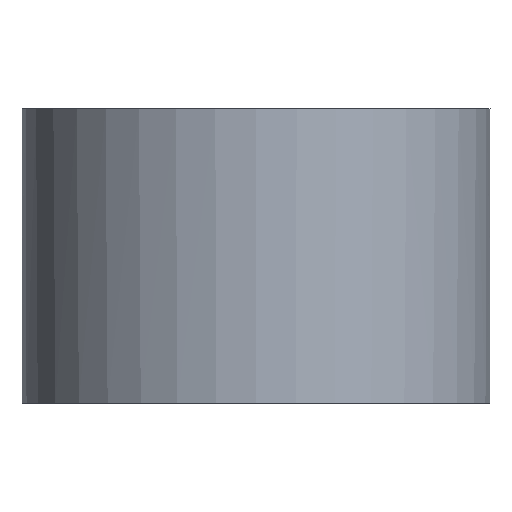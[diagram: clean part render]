
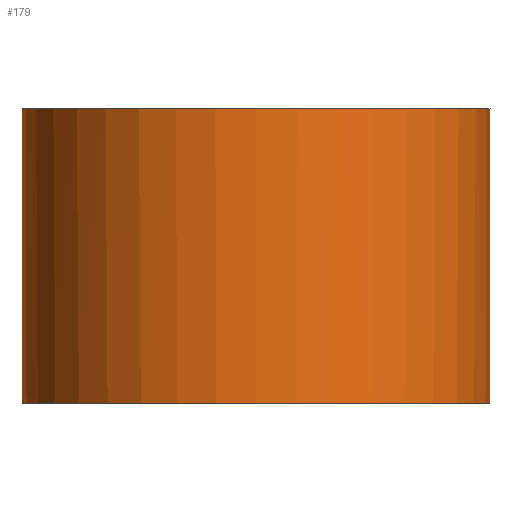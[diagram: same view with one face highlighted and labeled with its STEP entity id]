
A CAD part, left-side view. The second image highlights one B-rep face of the part: STEP entity #179.
In plain terms, the highlighted cylindrical face has radius 39.688 mm (diameter 79.375 mm), a full revolution.
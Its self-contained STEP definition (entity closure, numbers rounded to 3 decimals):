
#15=FACE_BOUND('',#60,.T.);
#16=FACE_BOUND('',#61,.T.);
#21=B_SPLINE_CURVE_WITH_KNOTS('',3,(#311,#312,#313,#314,#315,#316,#317,
#318,#319,#320,#321,#322,#323,#324,#325,#326,#327,#328,#329,#330,#331,#332,
#333,#334,#335,#336,#337,#338,#339,#340,#341,#342,#343,#344),
 .UNSPECIFIED.,.T.,.F.,(4,2,2,2,2,2,2,2,2,2,2,2,2,2,2,2,4),(0.,0.038,
0.075,0.113,0.151,0.188,
0.226,0.264,0.301,0.339,
0.377,0.414,0.452,0.49,
0.527,0.565,0.603),.UNSPECIFIED.);
#22=B_SPLINE_CURVE_WITH_KNOTS('',3,(#346,#347,#348,#349,#350,#351,#352,
#353,#354,#355,#356,#357,#358,#359,#360,#361,#362,#363,#364,#365,#366,#367,
#368,#369,#370,#371,#372,#373,#374,#375,#376,#377,#378,#379),
 .UNSPECIFIED.,.T.,.F.,(4,2,2,2,2,2,2,2,2,2,2,2,2,2,2,2,4),(0.,0.038,
0.075,0.113,0.151,0.188,
0.226,0.264,0.301,0.339,
0.377,0.414,0.452,0.49,
0.527,0.565,0.603),.UNSPECIFIED.);
#25=LINE('',#291,#33);
#26=LINE('',#294,#34);
#27=LINE('',#299,#35);
#28=LINE('',#303,#36);
#29=LINE('',#307,#37);
#33=VECTOR('',#239,10.);
#34=VECTOR('',#242,10.);
#35=VECTOR('',#247,39.688);
#36=VECTOR('',#250,10.);
#37=VECTOR('',#253,10.);
#42=CYLINDRICAL_SURFACE('',#212,39.688);
#49=FACE_OUTER_BOUND('',#59,.T.);
#59=EDGE_LOOP('',(#131,#132,#133,#134,#135,#136,#137,#138,#139,#140,#141,
#142));
#60=EDGE_LOOP('',(#143));
#61=EDGE_LOOP('',(#144));
#73=CIRCLE('',#208,39.688);
#76=CIRCLE('',#213,39.688);
#77=CIRCLE('',#214,39.688);
#78=CIRCLE('',#215,39.688);
#79=CIRCLE('',#216,39.688);
#80=CIRCLE('',#217,39.688);
#85=VERTEX_POINT('',#285);
#86=VERTEX_POINT('',#286);
#87=VERTEX_POINT('',#290);
#88=VERTEX_POINT('',#292);
#89=VERTEX_POINT('',#296);
#90=VERTEX_POINT('',#298);
#91=VERTEX_POINT('',#300);
#92=VERTEX_POINT('',#302);
#93=VERTEX_POINT('',#304);
#94=VERTEX_POINT('',#306);
#95=VERTEX_POINT('',#310);
#96=VERTEX_POINT('',#345);
#101=EDGE_CURVE('',#85,#86,#73,.T.);
#103=EDGE_CURVE('',#87,#85,#25,.T.);
#105=EDGE_CURVE('',#86,#88,#26,.T.);
#106=EDGE_CURVE('',#89,#89,#76,.T.);
#107=EDGE_CURVE('',#89,#90,#27,.T.);
#108=EDGE_CURVE('',#91,#90,#77,.T.);
#109=EDGE_CURVE('',#91,#92,#28,.T.);
#110=EDGE_CURVE('',#92,#93,#78,.T.);
#111=EDGE_CURVE('',#93,#94,#29,.T.);
#112=EDGE_CURVE('',#87,#94,#79,.T.);
#113=EDGE_CURVE('',#90,#88,#80,.T.);
#114=EDGE_CURVE('',#95,#95,#21,.T.);
#115=EDGE_CURVE('',#96,#96,#22,.T.);
#131=ORIENTED_EDGE('',*,*,#106,.F.);
#132=ORIENTED_EDGE('',*,*,#107,.T.);
#133=ORIENTED_EDGE('',*,*,#108,.F.);
#134=ORIENTED_EDGE('',*,*,#109,.T.);
#135=ORIENTED_EDGE('',*,*,#110,.T.);
#136=ORIENTED_EDGE('',*,*,#111,.T.);
#137=ORIENTED_EDGE('',*,*,#112,.F.);
#138=ORIENTED_EDGE('',*,*,#103,.T.);
#139=ORIENTED_EDGE('',*,*,#101,.T.);
#140=ORIENTED_EDGE('',*,*,#105,.T.);
#141=ORIENTED_EDGE('',*,*,#113,.F.);
#142=ORIENTED_EDGE('',*,*,#107,.F.);
#143=ORIENTED_EDGE('',*,*,#114,.T.);
#144=ORIENTED_EDGE('',*,*,#115,.T.);
#179=ADVANCED_FACE('',(#49,#15,#16),#42,.T.);
#208=AXIS2_PLACEMENT_3D('',#287,#233,#234);
#212=AXIS2_PLACEMENT_3D('',#295,#243,#244);
#213=AXIS2_PLACEMENT_3D('',#297,#245,#246);
#214=AXIS2_PLACEMENT_3D('',#301,#248,#249);
#215=AXIS2_PLACEMENT_3D('',#305,#251,#252);
#216=AXIS2_PLACEMENT_3D('',#308,#254,#255);
#217=AXIS2_PLACEMENT_3D('',#309,#256,#257);
#233=DIRECTION('center_axis',(0.,0.,1.));
#234=DIRECTION('ref_axis',(-1.,0.,0.));
#239=DIRECTION('',(0.,0.,1.));
#242=DIRECTION('',(0.,0.,-1.));
#243=DIRECTION('center_axis',(0.,0.,1.));
#244=DIRECTION('ref_axis',(-1.,0.,0.));
#245=DIRECTION('center_axis',(0.,0.,1.));
#246=DIRECTION('ref_axis',(-1.,0.,0.));
#247=DIRECTION('',(0.,0.,-1.));
#248=DIRECTION('center_axis',(0.,0.,-1.));
#249=DIRECTION('ref_axis',(-1.,0.,0.));
#250=DIRECTION('',(0.,0.,1.));
#251=DIRECTION('center_axis',(0.,0.,1.));
#252=DIRECTION('ref_axis',(-1.,0.,0.));
#253=DIRECTION('',(0.,0.,-1.));
#254=DIRECTION('center_axis',(0.,0.,-1.));
#255=DIRECTION('ref_axis',(-1.,0.,0.));
#256=DIRECTION('center_axis',(0.,0.,-1.));
#257=DIRECTION('ref_axis',(-1.,0.,0.));
#285=CARTESIAN_POINT('',(-1.,-39.675,5.));
#286=CARTESIAN_POINT('',(1.,-39.675,5.));
#287=CARTESIAN_POINT('Origin',(0.,0.,5.));
#290=CARTESIAN_POINT('',(-1.,-39.675,0.));
#291=CARTESIAN_POINT('',(-1.,-39.675,0.));
#292=CARTESIAN_POINT('',(1.,-39.675,0.));
#294=CARTESIAN_POINT('',(1.,-39.675,0.));
#295=CARTESIAN_POINT('Origin',(0.,0.,0.));
#296=CARTESIAN_POINT('',(39.688,0.,50.));
#297=CARTESIAN_POINT('Origin',(0.,0.,50.));
#298=CARTESIAN_POINT('',(39.688,0.,0.));
#299=CARTESIAN_POINT('',(39.688,0.,0.));
#300=CARTESIAN_POINT('',(1.,39.675,0.));
#301=CARTESIAN_POINT('Origin',(0.,0.,0.));
#302=CARTESIAN_POINT('',(1.,39.675,5.));
#303=CARTESIAN_POINT('',(1.,39.675,0.));
#304=CARTESIAN_POINT('',(-1.,39.675,5.));
#305=CARTESIAN_POINT('Origin',(0.,0.,5.));
#306=CARTESIAN_POINT('',(-1.,39.675,0.));
#307=CARTESIAN_POINT('',(-1.,39.675,0.));
#308=CARTESIAN_POINT('Origin',(0.,0.,0.));
#309=CARTESIAN_POINT('Origin',(0.,0.,0.));
#310=CARTESIAN_POINT('',(-1.,39.675,25.));
#311=CARTESIAN_POINT('Ctrl Pts',(-1.,39.675,25.));
#312=CARTESIAN_POINT('Ctrl Pts',(-1.,39.675,24.874));
#313=CARTESIAN_POINT('Ctrl Pts',(-0.975,39.676,24.74));
#314=CARTESIAN_POINT('Ctrl Pts',(-0.873,39.678,24.494));
#315=CARTESIAN_POINT('Ctrl Pts',(-0.796,39.68,24.382));
#316=CARTESIAN_POINT('Ctrl Pts',(-0.618,39.683,24.204));
#317=CARTESIAN_POINT('Ctrl Pts',(-0.506,39.684,24.127));
#318=CARTESIAN_POINT('Ctrl Pts',(-0.26,39.687,24.025));
#319=CARTESIAN_POINT('Ctrl Pts',(-0.126,39.688,24.));
#320=CARTESIAN_POINT('Ctrl Pts',(0.126,39.688,24.));
#321=CARTESIAN_POINT('Ctrl Pts',(0.26,39.687,24.025));
#322=CARTESIAN_POINT('Ctrl Pts',(0.506,39.684,24.127));
#323=CARTESIAN_POINT('Ctrl Pts',(0.618,39.683,24.204));
#324=CARTESIAN_POINT('Ctrl Pts',(0.796,39.68,24.382));
#325=CARTESIAN_POINT('Ctrl Pts',(0.873,39.678,24.494));
#326=CARTESIAN_POINT('Ctrl Pts',(0.975,39.676,24.74));
#327=CARTESIAN_POINT('Ctrl Pts',(1.,39.675,24.874));
#328=CARTESIAN_POINT('Ctrl Pts',(1.,39.675,25.126));
#329=CARTESIAN_POINT('Ctrl Pts',(0.975,39.676,25.26));
#330=CARTESIAN_POINT('Ctrl Pts',(0.873,39.678,25.506));
#331=CARTESIAN_POINT('Ctrl Pts',(0.796,39.68,25.618));
#332=CARTESIAN_POINT('Ctrl Pts',(0.618,39.683,25.796));
#333=CARTESIAN_POINT('Ctrl Pts',(0.506,39.684,25.873));
#334=CARTESIAN_POINT('Ctrl Pts',(0.26,39.687,25.975));
#335=CARTESIAN_POINT('Ctrl Pts',(0.126,39.688,26.));
#336=CARTESIAN_POINT('Ctrl Pts',(-0.126,39.688,26.));
#337=CARTESIAN_POINT('Ctrl Pts',(-0.26,39.687,25.975));
#338=CARTESIAN_POINT('Ctrl Pts',(-0.506,39.684,25.873));
#339=CARTESIAN_POINT('Ctrl Pts',(-0.618,39.683,25.796));
#340=CARTESIAN_POINT('Ctrl Pts',(-0.796,39.68,25.618));
#341=CARTESIAN_POINT('Ctrl Pts',(-0.873,39.678,25.506));
#342=CARTESIAN_POINT('Ctrl Pts',(-0.975,39.676,25.26));
#343=CARTESIAN_POINT('Ctrl Pts',(-1.,39.675,25.126));
#344=CARTESIAN_POINT('Ctrl Pts',(-1.,39.675,25.));
#345=CARTESIAN_POINT('',(-1.,-39.675,25.));
#346=CARTESIAN_POINT('Ctrl Pts',(-1.,-39.675,25.));
#347=CARTESIAN_POINT('Ctrl Pts',(-1.,-39.675,25.126));
#348=CARTESIAN_POINT('Ctrl Pts',(-0.975,-39.676,25.26));
#349=CARTESIAN_POINT('Ctrl Pts',(-0.873,-39.678,25.506));
#350=CARTESIAN_POINT('Ctrl Pts',(-0.796,-39.68,25.618));
#351=CARTESIAN_POINT('Ctrl Pts',(-0.618,-39.683,25.796));
#352=CARTESIAN_POINT('Ctrl Pts',(-0.506,-39.684,25.873));
#353=CARTESIAN_POINT('Ctrl Pts',(-0.26,-39.687,25.975));
#354=CARTESIAN_POINT('Ctrl Pts',(-0.126,-39.688,26.));
#355=CARTESIAN_POINT('Ctrl Pts',(0.126,-39.688,26.));
#356=CARTESIAN_POINT('Ctrl Pts',(0.26,-39.687,25.975));
#357=CARTESIAN_POINT('Ctrl Pts',(0.506,-39.684,25.873));
#358=CARTESIAN_POINT('Ctrl Pts',(0.618,-39.683,25.796));
#359=CARTESIAN_POINT('Ctrl Pts',(0.796,-39.68,25.618));
#360=CARTESIAN_POINT('Ctrl Pts',(0.873,-39.678,25.506));
#361=CARTESIAN_POINT('Ctrl Pts',(0.975,-39.676,25.26));
#362=CARTESIAN_POINT('Ctrl Pts',(1.,-39.675,25.126));
#363=CARTESIAN_POINT('Ctrl Pts',(1.,-39.675,24.874));
#364=CARTESIAN_POINT('Ctrl Pts',(0.975,-39.676,24.74));
#365=CARTESIAN_POINT('Ctrl Pts',(0.873,-39.678,24.494));
#366=CARTESIAN_POINT('Ctrl Pts',(0.796,-39.68,24.382));
#367=CARTESIAN_POINT('Ctrl Pts',(0.618,-39.683,24.204));
#368=CARTESIAN_POINT('Ctrl Pts',(0.506,-39.684,24.127));
#369=CARTESIAN_POINT('Ctrl Pts',(0.26,-39.687,24.025));
#370=CARTESIAN_POINT('Ctrl Pts',(0.126,-39.688,24.));
#371=CARTESIAN_POINT('Ctrl Pts',(-0.126,-39.688,24.));
#372=CARTESIAN_POINT('Ctrl Pts',(-0.26,-39.687,24.025));
#373=CARTESIAN_POINT('Ctrl Pts',(-0.506,-39.684,24.127));
#374=CARTESIAN_POINT('Ctrl Pts',(-0.618,-39.683,24.204));
#375=CARTESIAN_POINT('Ctrl Pts',(-0.796,-39.68,24.382));
#376=CARTESIAN_POINT('Ctrl Pts',(-0.873,-39.678,24.494));
#377=CARTESIAN_POINT('Ctrl Pts',(-0.975,-39.676,24.74));
#378=CARTESIAN_POINT('Ctrl Pts',(-1.,-39.675,24.874));
#379=CARTESIAN_POINT('Ctrl Pts',(-1.,-39.675,25.));
